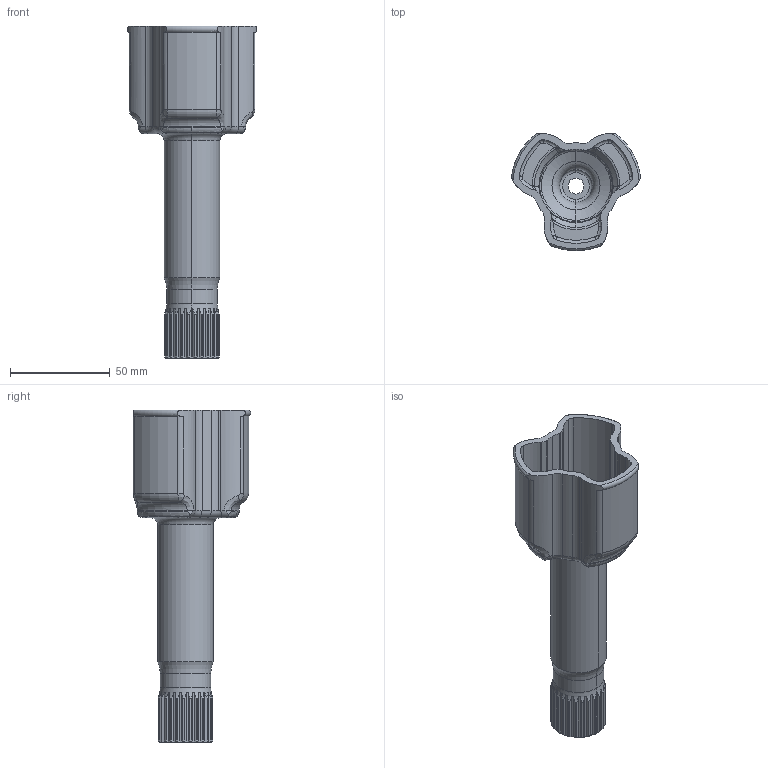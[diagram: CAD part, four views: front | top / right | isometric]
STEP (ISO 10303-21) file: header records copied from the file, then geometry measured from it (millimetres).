
FILE_DESCRIPTION (( 'STEP AP203' ), '1' );
FILE_NAME ('4825 Drexler Long.STEP', '2013-12-17T22:14:03', ( 'Dan''s Work CPU' ), ( '' ), 'SwSTEP 2.0', 'SolidWorks 2012', '' );
FILE_SCHEMA (( 'CONFIG_CONTROL_DESIGN' ));
Length unit declared in the file: inch
Products named in the file (1): 4825 Drexler Long
Bounding box: 64.88 x 58.89 x 166.5 mm (x, y, z)
Volume: 81120.8 mm3; surface area: 38928.5 mm2
Topology: 1 solids, 1 shells, 333 faces, 885 edges, 556 vertices
Faces by surface type: cylinder 130, torus 71, plane 63, bspline 36, cone 33
Entity records: 13165 total; most frequent: CARTESIAN_POINT 5115, ORIENTED_EDGE 1770, DIRECTION 1626, EDGE_CURVE 885, AXIS2_PLACEMENT_3D 691, VERTEX_POINT 556, CIRCLE 393, EDGE_LOOP 337
